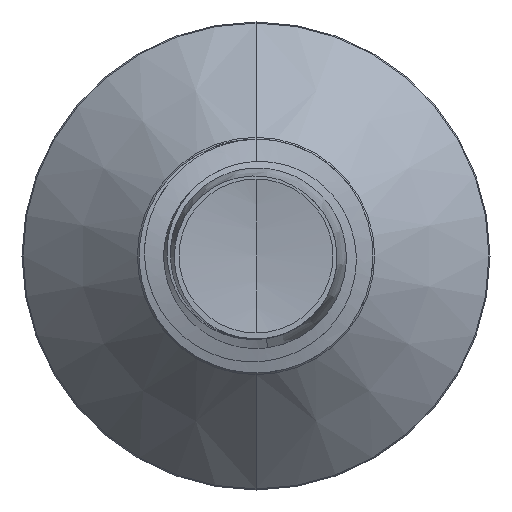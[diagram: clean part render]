
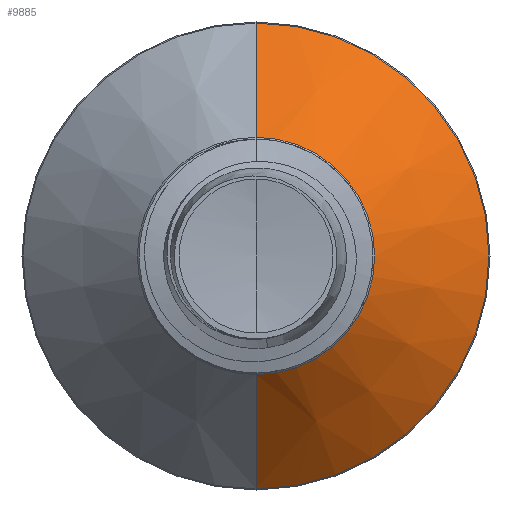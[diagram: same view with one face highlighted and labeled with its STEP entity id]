
A CAD part, front view. The second image highlights one B-rep face of the part: STEP entity #9885.
In plain terms, the highlighted conical face has half-angle 45 degrees and reference radius 3.55 mm.
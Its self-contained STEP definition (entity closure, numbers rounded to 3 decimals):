
#441 = DIRECTION ( 'NONE',  ( 0., 0., 1. ) ) ;
#444 = DIRECTION ( 'NONE',  ( 0., 1., 0. ) ) ;
#454 = CARTESIAN_POINT ( 'NONE',  ( 0., 3.65, 0. ) ) ;
#694 = VERTEX_POINT ( 'NONE', #8021 ) ;
#763 = EDGE_CURVE ( 'NONE', #1003, #1319, #5931, .T. ) ;
#1003 = VERTEX_POINT ( 'NONE', #6846 ) ;
#1085 = CONICAL_SURFACE ( 'NONE', #9520, 3.55, 0.785 ) ;
#1319 = VERTEX_POINT ( 'NONE', #6620 ) ;
#1374 = EDGE_CURVE ( 'NONE', #694, #1319, #12374, .T. ) ;
#1435 = DIRECTION ( 'NONE',  ( 0., 0., 1. ) ) ;
#1454 = DIRECTION ( 'NONE',  ( 0., 1., 0. ) ) ;
#1466 = CARTESIAN_POINT ( 'NONE',  ( 0., 7.069, 0. ) ) ;
#1488 = FACE_OUTER_BOUND ( 'NONE', #2501, .T. ) ;
#2148 = DIRECTION ( 'NONE',  ( 0., 0.707, 0.707 ) ) ;
#2281 = ORIENTED_EDGE ( 'NONE', *, *, #1374, .T. ) ;
#2501 = EDGE_LOOP ( 'NONE', ( #4346, #2281, #3057, #2533 ) ) ;
#2533 = ORIENTED_EDGE ( 'NONE', *, *, #11226, .F. ) ;
#3011 = VERTEX_POINT ( 'NONE', #6883 ) ;
#3057 = ORIENTED_EDGE ( 'NONE', *, *, #763, .F. ) ;
#3428 = CARTESIAN_POINT ( 'NONE',  ( 0., 3.65, 0. ) ) ;
#4268 = EDGE_CURVE ( 'NONE', #3011, #694, #6572, .T. ) ;
#4346 = ORIENTED_EDGE ( 'NONE', *, *, #4268, .T. ) ;
#5931 = CIRCLE ( 'NONE', #9835, 6.969 ) ;
#6059 = DIRECTION ( 'NONE',  ( 0., 0.707, -0.707 ) ) ;
#6572 = CIRCLE ( 'NONE', #7225, 3.55 ) ;
#6620 = CARTESIAN_POINT ( 'NONE',  ( 0., 7.069, -6.969 ) ) ;
#6846 = CARTESIAN_POINT ( 'NONE',  ( 0., 7.069, 6.969 ) ) ;
#6883 = CARTESIAN_POINT ( 'NONE',  ( 0., 3.65, 3.55 ) ) ;
#7225 = AXIS2_PLACEMENT_3D ( 'NONE', #454, #444, #441 ) ;
#7279 = CARTESIAN_POINT ( 'NONE',  ( 0., 3.65, -3.55 ) ) ;
#8021 = CARTESIAN_POINT ( 'NONE',  ( 0., 3.65, -3.55 ) ) ;
#9520 = AXIS2_PLACEMENT_3D ( 'NONE', #3428, #11639, #10557 ) ;
#9540 = CARTESIAN_POINT ( 'NONE',  ( 0., 3.65, 3.55 ) ) ;
#9835 = AXIS2_PLACEMENT_3D ( 'NONE', #1466, #1454, #1435 ) ;
#9885 = ADVANCED_FACE ( 'NONE', ( #1488 ), #1085, .T. ) ;
#10419 = VECTOR ( 'NONE', #6059, 1000. ) ;
#10557 = DIRECTION ( 'NONE',  ( 0., 0., 1. ) ) ;
#10622 = VECTOR ( 'NONE', #2148, 1000. ) ;
#11226 = EDGE_CURVE ( 'NONE', #3011, #1003, #11281, .T. ) ;
#11281 = LINE ( 'NONE', #9540, #10622 ) ;
#11639 = DIRECTION ( 'NONE',  ( 0., 1., 0. ) ) ;
#12374 = LINE ( 'NONE', #7279, #10419 ) ;
